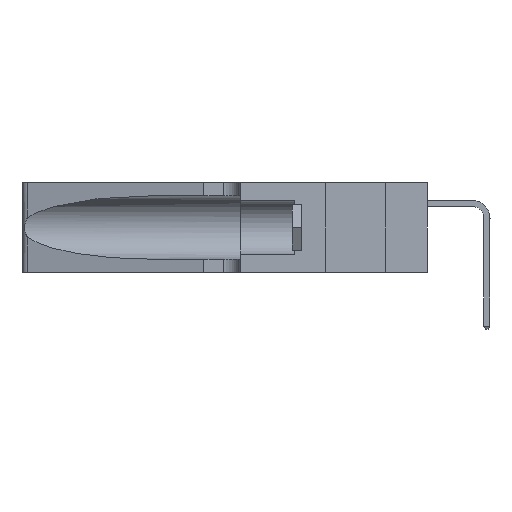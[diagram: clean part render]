
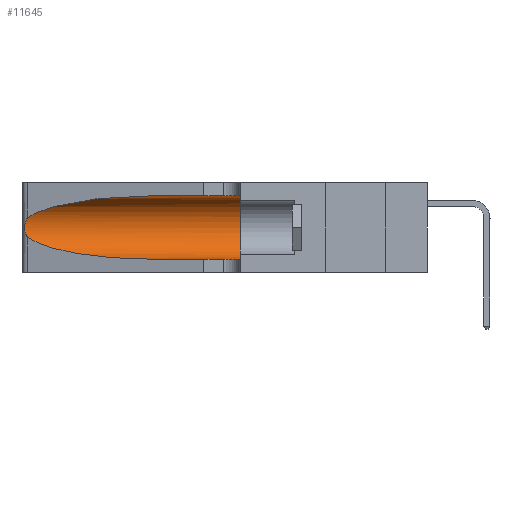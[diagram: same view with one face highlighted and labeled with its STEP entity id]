
A CAD part, left-side view. The second image highlights one B-rep face of the part: STEP entity #11645.
In plain terms, the highlighted cylindrical face has radius 3.308 mm (diameter 6.617 mm), a partial arc.
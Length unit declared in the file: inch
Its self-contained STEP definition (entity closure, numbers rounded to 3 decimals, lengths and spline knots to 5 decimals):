
#692 =( BOUNDED_CURVE ( )  B_SPLINE_CURVE ( 3, ( #12559, #2217, #5726, #30091 ),
 .UNSPECIFIED., .F., .T. ) 
 B_SPLINE_CURVE_WITH_KNOTS ( ( 4, 4 ),
 ( 3.44316, 4.71239 ),
 .UNSPECIFIED. ) 
 CURVE ( )  GEOMETRIC_REPRESENTATION_ITEM ( )  RATIONAL_B_SPLINE_CURVE ( ( 1., 0.87, 0.87, 1. ) ) 
 REPRESENTATION_ITEM ( '' )  );
#711 = CARTESIAN_POINT ( 'NONE',  ( 0.25487, 1.22718, 0.14631 ) ) ;
#1727 = CARTESIAN_POINT ( 'NONE',  ( 0.2373, 1.15595, 0.28018 ) ) ;
#2217 = CARTESIAN_POINT ( 'NONE',  ( 0.2373, 1.15595, 0.08982 ) ) ;
#4092 = CARTESIAN_POINT ( 'NONE',  ( 0.25639, 1.23184, 0.21858 ) ) ;
#4462 = AXIS2_PLACEMENT_3D ( 'NONE', #37129, #16307, #40617 ) ;
#5296 = CARTESIAN_POINT ( 'NONE',  ( 0.1305, 1.61858, 0.185 ) ) ;
#5726 = CARTESIAN_POINT ( 'NONE',  ( 0.18966, 0.96281, 0.05475 ) ) ;
#6281 = CYLINDRICAL_SURFACE ( 'NONE', #36810, 0.13025 ) ;
#7602 = CARTESIAN_POINT ( 'NONE',  ( 0.25854, 1.2359, 0.20912 ) ) ;
#7747 = ORIENTED_EDGE ( 'NONE', *, *, #7842, .F. ) ;
#7842 = EDGE_CURVE ( 'NONE', #18077, #24883, #24768, .T. ) ;
#8731 = CARTESIAN_POINT ( 'NONE',  ( 0.1305, 0.72297, 0.31525 ) ) ;
#10235 = ORIENTED_EDGE ( 'NONE', *, *, #36664, .T. ) ;
#10247 = EDGE_CURVE ( 'NONE', #18077, #38572, #11585, .T. ) ;
#11098 = CARTESIAN_POINT ( 'NONE',  ( 0.26075, 1.23896, 0.19203 ) ) ;
#11585 =( BOUNDED_CURVE ( )  B_SPLINE_CURVE ( 3, ( #8731, #15605, #1727, #33075 ),
 .UNSPECIFIED., .F., .F. ) 
 B_SPLINE_CURVE_WITH_KNOTS ( ( 4, 4 ),
 ( 1.5708, 2.84003 ),
 .UNSPECIFIED. ) 
 CURVE ( )  GEOMETRIC_REPRESENTATION_ITEM ( )  RATIONAL_B_SPLINE_CURVE ( ( 1., 0.87, 0.87, 1. ) ) 
 REPRESENTATION_ITEM ( '' )  );
#11645 = ADVANCED_FACE ( 'NONE', ( #43223 ), #6281, .F. ) ;
#12144 = DIRECTION ( 'NONE',  ( 0., -1., 0. ) ) ;
#12559 = CARTESIAN_POINT ( 'NONE',  ( 0.25487, 1.22718, 0.14631 ) ) ;
#12991 = VERTEX_POINT ( 'NONE', #30143 ) ;
#13239 = VERTEX_POINT ( 'NONE', #14137 ) ;
#13539 = B_SPLINE_CURVE_WITH_KNOTS ( 'NONE', 3,
 ( #42252, #17987, #4092, #28479, #7602, #31926, #11098, #35411, #14592, #38951, #18112, #42399, #21640, #711 ),
 .UNSPECIFIED., .F., .F.,
 ( 4, 2, 2, 2, 2, 2, 4 ),
 ( 0., 0.00027, 0.00053, 0.00107, 0.0016, 0.00187, 0.00214 ),
 .UNSPECIFIED. ) ;
#14137 = CARTESIAN_POINT ( 'NONE',  ( 0.1305, 0.35, 0.05475 ) ) ;
#14592 = CARTESIAN_POINT ( 'NONE',  ( 0.26017, 1.23833, 0.17102 ) ) ;
#14600 = EDGE_LOOP ( 'NONE', ( #29035, #22490, #22764, #10235, #37679, #7747 ) ) ;
#15476 = VECTOR ( 'NONE', #33566, 39.37008 ) ;
#15605 = CARTESIAN_POINT ( 'NONE',  ( 0.18966, 0.96281, 0.31525 ) ) ;
#16307 = DIRECTION ( 'NONE',  ( 0., 1., 0. ) ) ;
#17987 = CARTESIAN_POINT ( 'NONE',  ( 0.25555, 1.22994, 0.2215 ) ) ;
#18077 = VERTEX_POINT ( 'NONE', #23502 ) ;
#18112 = CARTESIAN_POINT ( 'NONE',  ( 0.25789, 1.23486, 0.15765 ) ) ;
#20426 = CARTESIAN_POINT ( 'NONE',  ( 0.25487, 1.22718, 0.22369 ) ) ;
#21640 = CARTESIAN_POINT ( 'NONE',  ( 0.25555, 1.22993, 0.14849 ) ) ;
#22398 = CARTESIAN_POINT ( 'NONE',  ( 0.25487, 1.22718, 0.14631 ) ) ;
#22490 = ORIENTED_EDGE ( 'NONE', *, *, #26879, .T. ) ;
#22764 = ORIENTED_EDGE ( 'NONE', *, *, #32087, .T. ) ;
#23502 = CARTESIAN_POINT ( 'NONE',  ( 0.1305, 0.72297, 0.31525 ) ) ;
#24768 = LINE ( 'NONE', #40559, #15476 ) ;
#24883 = VERTEX_POINT ( 'NONE', #28370 ) ;
#26879 = EDGE_CURVE ( 'NONE', #38572, #42469, #13539, .T. ) ;
#28370 = CARTESIAN_POINT ( 'NONE',  ( 0.1305, 0.35, 0.31525 ) ) ;
#28406 = LINE ( 'NONE', #42714, #29477 ) ;
#28479 = CARTESIAN_POINT ( 'NONE',  ( 0.25787, 1.23484, 0.2124 ) ) ;
#29035 = ORIENTED_EDGE ( 'NONE', *, *, #10247, .T. ) ;
#29477 = VECTOR ( 'NONE', #42571, 39.37008 ) ;
#30091 = CARTESIAN_POINT ( 'NONE',  ( 0.1305, 0.72297, 0.05475 ) ) ;
#30143 = CARTESIAN_POINT ( 'NONE',  ( 0.1305, 0.72297, 0.05475 ) ) ;
#31926 = CARTESIAN_POINT ( 'NONE',  ( 0.26018, 1.23835, 0.19895 ) ) ;
#32087 = EDGE_CURVE ( 'NONE', #42469, #12991, #692, .T. ) ;
#33075 = CARTESIAN_POINT ( 'NONE',  ( 0.25487, 1.22718, 0.22369 ) ) ;
#33287 = EDGE_CURVE ( 'NONE', #24883, #13239, #44372, .T. ) ;
#33566 = DIRECTION ( 'NONE',  ( 0., -1., 0. ) ) ;
#35411 = CARTESIAN_POINT ( 'NONE',  ( 0.26075, 1.23896, 0.178 ) ) ;
#36664 = EDGE_CURVE ( 'NONE', #12991, #13239, #28406, .T. ) ;
#36810 = AXIS2_PLACEMENT_3D ( 'NONE', #5296, #12144, #43420 ) ;
#37129 = CARTESIAN_POINT ( 'NONE',  ( 0.1305, 0.35, 0.185 ) ) ;
#37679 = ORIENTED_EDGE ( 'NONE', *, *, #33287, .F. ) ;
#38572 = VERTEX_POINT ( 'NONE', #20426 ) ;
#38951 = CARTESIAN_POINT ( 'NONE',  ( 0.25856, 1.23593, 0.16098 ) ) ;
#40559 = CARTESIAN_POINT ( 'NONE',  ( 0.1305, 1.61858, 0.31525 ) ) ;
#40617 = DIRECTION ( 'NONE',  ( 0., 0., 1. ) ) ;
#42252 = CARTESIAN_POINT ( 'NONE',  ( 0.25487, 1.22718, 0.22369 ) ) ;
#42399 = CARTESIAN_POINT ( 'NONE',  ( 0.25639, 1.23186, 0.15144 ) ) ;
#42469 = VERTEX_POINT ( 'NONE', #22398 ) ;
#42571 = DIRECTION ( 'NONE',  ( 0., -1., 0. ) ) ;
#42714 = CARTESIAN_POINT ( 'NONE',  ( 0.1305, 1.61858, 0.05475 ) ) ;
#43223 = FACE_OUTER_BOUND ( 'NONE', #14600, .T. ) ;
#43420 = DIRECTION ( 'NONE',  ( 0., 0., -1. ) ) ;
#44372 = CIRCLE ( 'NONE', #4462, 0.13025 ) ;
